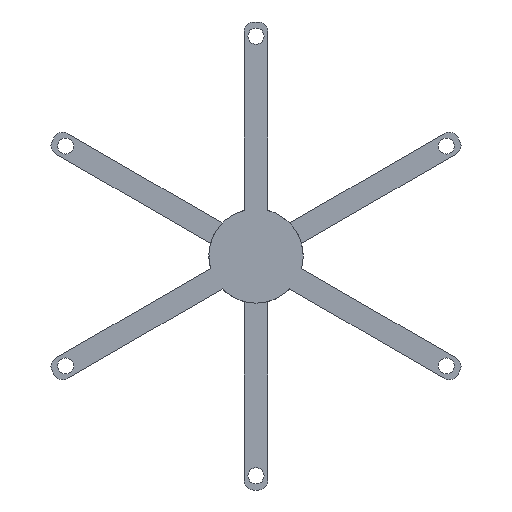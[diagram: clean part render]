
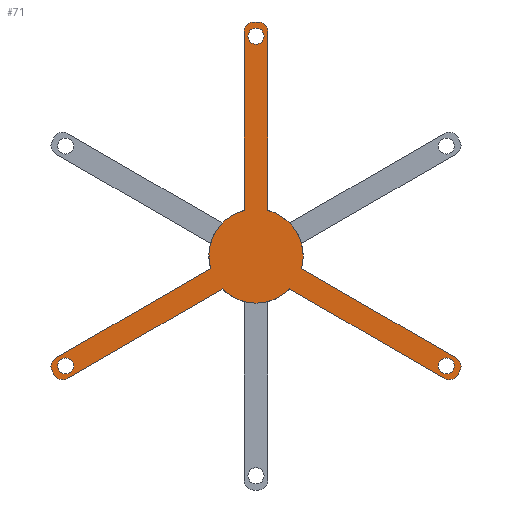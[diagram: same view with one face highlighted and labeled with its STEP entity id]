
A CAD part, front view. The second image highlights one B-rep face of the part: STEP entity #71.
In plain terms, the highlighted planar face has unit normal (0, -1, 0).
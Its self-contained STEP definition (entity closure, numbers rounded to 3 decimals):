
#71=ADVANCED_FACE('',(#480,#482,#484,#486),#488,.T.);
#480=FACE_BOUND('',#481,.T.);
#481=EDGE_LOOP('',(#859,#860,#861,#862,#863,#864,#865,#866,#867,#868,#869,#870,#871,
#872,#873,#874,#875,#876,#877));
#482=FACE_BOUND('',#483,.T.);
#483=EDGE_LOOP('',(#878));
#484=FACE_BOUND('',#485,.T.);
#485=EDGE_LOOP('',(#879));
#486=FACE_BOUND('',#487,.T.);
#487=EDGE_LOOP('',(#880));
#488=PLANE('',#489);
#489=AXIS2_PLACEMENT_3D('',#490,#491,#492);
#490=CARTESIAN_POINT('',(0.,0.,0.));
#491=DIRECTION('',(0.,-1.,0.));
#492=DIRECTION('',(1.,0.,0.));
#859=ORIENTED_EDGE('',*,*,#1098,.T.);
#860=ORIENTED_EDGE('',*,*,#1099,.T.);
#861=ORIENTED_EDGE('',*,*,#1100,.T.);
#862=ORIENTED_EDGE('',*,*,#1101,.T.);
#863=ORIENTED_EDGE('',*,*,#1102,.T.);
#864=ORIENTED_EDGE('',*,*,#1103,.T.);
#865=ORIENTED_EDGE('',*,*,#1094,.T.);
#866=ORIENTED_EDGE('',*,*,#1104,.T.);
#867=ORIENTED_EDGE('',*,*,#1105,.T.);
#868=ORIENTED_EDGE('',*,*,#1106,.T.);
#869=ORIENTED_EDGE('',*,*,#1107,.T.);
#870=ORIENTED_EDGE('',*,*,#1108,.T.);
#871=ORIENTED_EDGE('',*,*,#1090,.T.);
#872=ORIENTED_EDGE('',*,*,#1109,.T.);
#873=ORIENTED_EDGE('',*,*,#1110,.T.);
#874=ORIENTED_EDGE('',*,*,#1111,.T.);
#875=ORIENTED_EDGE('',*,*,#1112,.T.);
#876=ORIENTED_EDGE('',*,*,#1113,.T.);
#877=ORIENTED_EDGE('',*,*,#1086,.T.);
#878=ORIENTED_EDGE('',*,*,#1114,.T.);
#879=ORIENTED_EDGE('',*,*,#1115,.T.);
#880=ORIENTED_EDGE('',*,*,#1116,.T.);
#1086=EDGE_CURVE('',#1236,#1237,#1238,.T.);
#1090=EDGE_CURVE('',#1245,#1243,#1246,.T.);
#1094=EDGE_CURVE('',#1253,#1251,#1254,.T.);
#1098=EDGE_CURVE('',#1237,#1259,#1261,.T.);
#1099=EDGE_CURVE('',#1259,#1262,#1263,.T.);
#1100=EDGE_CURVE('',#1262,#1264,#1265,.T.);
#1101=EDGE_CURVE('',#1264,#1266,#1267,.T.);
#1102=EDGE_CURVE('',#1266,#1268,#1269,.T.);
#1103=EDGE_CURVE('',#1268,#1253,#1270,.T.);
#1104=EDGE_CURVE('',#1251,#1271,#1272,.T.);
#1105=EDGE_CURVE('',#1271,#1273,#1274,.T.);
#1106=EDGE_CURVE('',#1273,#1275,#1276,.T.);
#1107=EDGE_CURVE('',#1275,#1277,#1278,.T.);
#1108=EDGE_CURVE('',#1277,#1245,#1279,.T.);
#1109=EDGE_CURVE('',#1243,#1280,#1281,.T.);
#1110=EDGE_CURVE('',#1280,#1282,#1283,.T.);
#1111=EDGE_CURVE('',#1282,#1284,#1285,.T.);
#1112=EDGE_CURVE('',#1284,#1286,#1287,.T.);
#1113=EDGE_CURVE('',#1286,#1236,#1288,.T.);
#1114=EDGE_CURVE('',#1289,#1289,#1290,.F.);
#1115=EDGE_CURVE('',#1291,#1291,#1292,.F.);
#1116=EDGE_CURVE('',#1293,#1293,#1294,.F.);
#1236=VERTEX_POINT('',#1522);
#1237=VERTEX_POINT('',#1523);
#1238=CIRCLE('',#1524,50.);
#1243=VERTEX_POINT('',#1537);
#1245=VERTEX_POINT('',#1541);
#1246=CIRCLE('',#1542,50.);
#1251=VERTEX_POINT('',#1555);
#1253=VERTEX_POINT('',#1559);
#1254=CIRCLE('',#1560,50.);
#1259=VERTEX_POINT('',#1573);
#1261=CIRCLE('',#1577,50.);
#1262=VERTEX_POINT('',#1581);
#1263=LINE('',#1582,#1583);
#1264=VERTEX_POINT('',#1585);
#1265=CIRCLE('',#1586,10.);
#1266=VERTEX_POINT('',#1590);
#1267=LINE('',#1591,#1592);
#1268=VERTEX_POINT('',#1594);
#1269=CIRCLE('',#1595,10.);
#1270=LINE('',#1599,#1600);
#1271=VERTEX_POINT('',#1602);
#1272=LINE('',#1603,#1604);
#1273=VERTEX_POINT('',#1606);
#1274=CIRCLE('',#1607,10.);
#1275=VERTEX_POINT('',#1611);
#1276=LINE('',#1612,#1613);
#1277=VERTEX_POINT('',#1615);
#1278=CIRCLE('',#1616,10.);
#1279=LINE('',#1620,#1621);
#1280=VERTEX_POINT('',#1623);
#1281=LINE('',#1624,#1625);
#1282=VERTEX_POINT('',#1627);
#1283=CIRCLE('',#1628,10.);
#1284=VERTEX_POINT('',#1632);
#1285=LINE('',#1633,#1634);
#1286=VERTEX_POINT('',#1636);
#1287=CIRCLE('',#1637,10.);
#1288=LINE('',#1641,#1642);
#1289=VERTEX_POINT('',#1644);
#1290=CIRCLE('',#1645,8.5);
#1291=VERTEX_POINT('',#1649);
#1292=CIRCLE('',#1650,8.5);
#1293=VERTEX_POINT('',#1654);
#1294=CIRCLE('',#1655,8.5);
#1522=CARTESIAN_POINT('',(48.176,0.,-13.381));
#1523=CARTESIAN_POINT('',(50.,0.,0.));
#1524=AXIS2_PLACEMENT_3D('',#1525,#1526,#1527);
#1525=CARTESIAN_POINT('',(0.,0.,0.));
#1526=DIRECTION('',(0.,-1.,0.));
#1527=DIRECTION('',(0.964,0.,-0.268));
#1537=CARTESIAN_POINT('',(35.676,0.,-35.031));
#1541=CARTESIAN_POINT('',(-35.676,0.,-35.031));
#1542=AXIS2_PLACEMENT_3D('',#1543,#1544,#1545);
#1543=CARTESIAN_POINT('',(0.,0.,0.));
#1544=DIRECTION('',(0.,-1.,0.));
#1545=DIRECTION('',(-0.714,0.,-0.701));
#1555=CARTESIAN_POINT('',(-48.176,0.,-13.381));
#1559=CARTESIAN_POINT('',(-12.5,0.,48.412));
#1560=AXIS2_PLACEMENT_3D('',#1561,#1562,#1563);
#1561=CARTESIAN_POINT('',(0.,0.,0.));
#1562=DIRECTION('',(0.,-1.,0.));
#1563=DIRECTION('',(-0.25,0.,0.968));
#1573=CARTESIAN_POINT('',(12.5,0.,48.412));
#1577=AXIS2_PLACEMENT_3D('',#1578,#1579,#1580);
#1578=CARTESIAN_POINT('',(0.,0.,0.));
#1579=DIRECTION('',(0.,-1.,0.));
#1580=DIRECTION('',(1.,0.,0.));
#1581=CARTESIAN_POINT('',(12.5,0.,238.412));
#1582=CARTESIAN_POINT('',(12.5,0.,48.412));
#1583=VECTOR('',#1584,1.);
#1584=DIRECTION('',(0.,0.,1.));
#1585=CARTESIAN_POINT('',(2.5,0.,248.412));
#1586=AXIS2_PLACEMENT_3D('',#1587,#1588,#1589);
#1587=CARTESIAN_POINT('',(2.5,0.,238.412));
#1588=DIRECTION('',(0.,-1.,0.));
#1589=DIRECTION('',(1.,0.,0.));
#1590=CARTESIAN_POINT('',(-2.5,0.,248.412));
#1591=CARTESIAN_POINT('',(2.5,0.,248.412));
#1592=VECTOR('',#1593,1.);
#1593=DIRECTION('',(-1.,0.,0.));
#1594=CARTESIAN_POINT('',(-12.5,0.,238.412));
#1595=AXIS2_PLACEMENT_3D('',#1596,#1597,#1598);
#1596=CARTESIAN_POINT('',(-2.5,0.,238.412));
#1597=DIRECTION('',(0.,-1.,0.));
#1598=DIRECTION('',(0.,0.,1.));
#1599=CARTESIAN_POINT('',(-12.5,0.,238.412));
#1600=VECTOR('',#1601,1.);
#1601=DIRECTION('',(0.,0.,-1.));
#1602=CARTESIAN_POINT('',(-212.721,0.,-108.381));
#1603=CARTESIAN_POINT('',(-48.176,0.,-13.381));
#1604=VECTOR('',#1605,1.);
#1605=DIRECTION('',(-0.866,0.,-0.5));
#1606=CARTESIAN_POINT('',(-216.381,0.,-122.041));
#1607=AXIS2_PLACEMENT_3D('',#1608,#1609,#1610);
#1608=CARTESIAN_POINT('',(-207.721,0.,-117.041));
#1609=DIRECTION('',(0.,-1.,0.));
#1610=DIRECTION('',(-0.5,0.,0.866));
#1611=CARTESIAN_POINT('',(-213.881,0.,-126.371));
#1612=CARTESIAN_POINT('',(-216.381,0.,-122.041));
#1613=VECTOR('',#1614,1.);
#1614=DIRECTION('',(0.5,0.,-0.866));
#1615=CARTESIAN_POINT('',(-200.221,0.,-130.031));
#1616=AXIS2_PLACEMENT_3D('',#1617,#1618,#1619);
#1617=CARTESIAN_POINT('',(-205.221,0.,-121.371));
#1618=DIRECTION('',(0.,-1.,0.));
#1619=DIRECTION('',(-0.866,0.,-0.5));
#1620=CARTESIAN_POINT('',(-200.221,0.,-130.031));
#1621=VECTOR('',#1622,1.);
#1622=DIRECTION('',(0.866,0.,0.5));
#1623=CARTESIAN_POINT('',(200.221,0.,-130.031));
#1624=CARTESIAN_POINT('',(35.676,0.,-35.031));
#1625=VECTOR('',#1626,1.);
#1626=DIRECTION('',(0.866,0.,-0.5));
#1627=CARTESIAN_POINT('',(213.881,0.,-126.371));
#1628=AXIS2_PLACEMENT_3D('',#1629,#1630,#1631);
#1629=CARTESIAN_POINT('',(205.221,0.,-121.371));
#1630=DIRECTION('',(0.,-1.,0.));
#1631=DIRECTION('',(-0.5,0.,-0.866));
#1632=CARTESIAN_POINT('',(216.381,0.,-122.041));
#1633=CARTESIAN_POINT('',(213.881,0.,-126.371));
#1634=VECTOR('',#1635,1.);
#1635=DIRECTION('',(0.5,0.,0.866));
#1636=CARTESIAN_POINT('',(212.721,0.,-108.381));
#1637=AXIS2_PLACEMENT_3D('',#1638,#1639,#1640);
#1638=CARTESIAN_POINT('',(207.721,0.,-117.041));
#1639=DIRECTION('',(0.,-1.,0.));
#1640=DIRECTION('',(0.866,0.,-0.5));
#1641=CARTESIAN_POINT('',(212.721,0.,-108.381));
#1642=VECTOR('',#1643,1.);
#1643=DIRECTION('',(-0.866,0.,0.5));
#1644=CARTESIAN_POINT('',(8.5,0.,233.412));
#1645=AXIS2_PLACEMENT_3D('',#1646,#1647,#1648);
#1646=CARTESIAN_POINT('',(0.,0.,233.412));
#1647=DIRECTION('',(0.,-1.,0.));
#1648=DIRECTION('',(1.,0.,0.));
#1649=CARTESIAN_POINT('',(197.891,0.,-124.067));
#1650=AXIS2_PLACEMENT_3D('',#1651,#1652,#1653);
#1651=CARTESIAN_POINT('',(202.141,0.,-116.706));
#1652=DIRECTION('',(0.,-1.,0.));
#1653=DIRECTION('',(-0.5,0.,-0.866));
#1654=CARTESIAN_POINT('',(-206.391,0.,-109.345));
#1655=AXIS2_PLACEMENT_3D('',#1656,#1657,#1658);
#1656=CARTESIAN_POINT('',(-202.141,0.,-116.706));
#1657=DIRECTION('',(0.,-1.,0.));
#1658=DIRECTION('',(-0.5,0.,0.866));
